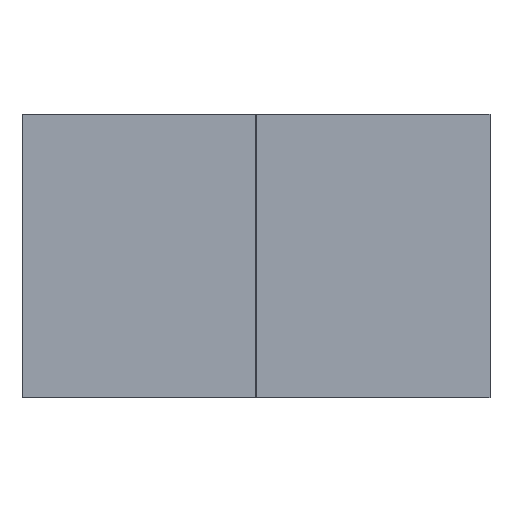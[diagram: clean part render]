
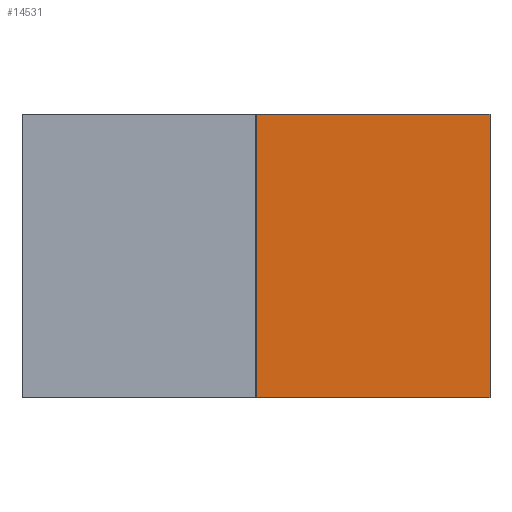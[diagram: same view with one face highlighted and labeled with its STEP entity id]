
A CAD part, left-side view. The second image highlights one B-rep face of the part: STEP entity #14531.
In plain terms, the highlighted planar face has unit normal (-1, 0, 0).
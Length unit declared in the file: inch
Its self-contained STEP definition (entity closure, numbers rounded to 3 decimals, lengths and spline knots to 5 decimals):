
#66 = EDGE_CURVE ( 'NONE', #14337, #80, #3313, .T. ) ;
#78 = ORIENTED_EDGE ( 'NONE', *, *, #82, .T. ) ;
#80 = VERTEX_POINT ( 'NONE', #3352 ) ;
#82 = EDGE_CURVE ( 'NONE', #80, #14362, #3351, .T. ) ;
#3310 = DIRECTION ( 'NONE',  ( 0., 0., -1. ) ) ;
#3311 = VECTOR ( 'NONE', #3310, 39.37008 ) ;
#3312 = CARTESIAN_POINT ( 'NONE',  ( -0.314, -0.0025, -0.436 ) ) ;
#3313 = LINE ( 'NONE', #3312, #3311 ) ;
#3348 = DIRECTION ( 'NONE',  ( 0., -1., 0. ) ) ;
#3349 = VECTOR ( 'NONE', #3348, 39.37008 ) ;
#3350 = CARTESIAN_POINT ( 'NONE',  ( -0.314, 0.719, -0.436 ) ) ;
#3351 = LINE ( 'NONE', #3350, #3349 ) ;
#3352 = CARTESIAN_POINT ( 'NONE',  ( -0.314, -0.0025, -0.436 ) ) ;
#13309 = CARTESIAN_POINT ( 'NONE',  ( -0.314, -0.719, 0.436 ) ) ;
#13318 = DIRECTION ( 'NONE',  ( 0., -1., 0. ) ) ;
#13319 = VECTOR ( 'NONE', #13318, 39.37008 ) ;
#13320 = CARTESIAN_POINT ( 'NONE',  ( -0.314, 0.719, 0.436 ) ) ;
#13321 = LINE ( 'NONE', #13320, #13319 ) ;
#13322 = CARTESIAN_POINT ( 'NONE',  ( -0.314, -0.0025, 0.436 ) ) ;
#13443 = CARTESIAN_POINT ( 'NONE',  ( -0.314, -0.719, -0.436 ) ) ;
#13471 = DIRECTION ( 'NONE',  ( 0., 0., 1. ) ) ;
#13472 = VECTOR ( 'NONE', #13471, 39.37008 ) ;
#13473 = CARTESIAN_POINT ( 'NONE',  ( -0.314, -0.719, -0.436 ) ) ;
#13474 = LINE ( 'NONE', #13473, #13472 ) ;
#13673 = FACE_OUTER_BOUND ( 'NONE', #14530, .T. ) ;
#13734 = DIRECTION ( 'NONE',  ( 0., 0., -1. ) ) ;
#13735 = DIRECTION ( 'NONE',  ( 1., 0., 0. ) ) ;
#13736 = CARTESIAN_POINT ( 'NONE',  ( -0.314, 0.719, -0.436 ) ) ;
#13737 = AXIS2_PLACEMENT_3D ( 'NONE', #13736, #13735, #13734 ) ;
#13738 = PLANE ( 'NONE',  #13737 ) ;
#14320 = VERTEX_POINT ( 'NONE', #13309 ) ;
#14334 = ORIENTED_EDGE ( 'NONE', *, *, #66, .T. ) ;
#14337 = VERTEX_POINT ( 'NONE', #13322 ) ;
#14338 = EDGE_CURVE ( 'NONE', #14337, #14320, #13321, .T. ) ;
#14361 = ORIENTED_EDGE ( 'NONE', *, *, #14385, .T. ) ;
#14362 = VERTEX_POINT ( 'NONE', #13443 ) ;
#14385 = EDGE_CURVE ( 'NONE', #14362, #14320, #13474, .T. ) ;
#14529 = ORIENTED_EDGE ( 'NONE', *, *, #14338, .F. ) ;
#14530 = EDGE_LOOP ( 'NONE', ( #14529, #14334, #78, #14361 ) ) ;
#14531 = ADVANCED_FACE ( 'NONE', ( #13673 ), #13738, .F. ) ;
